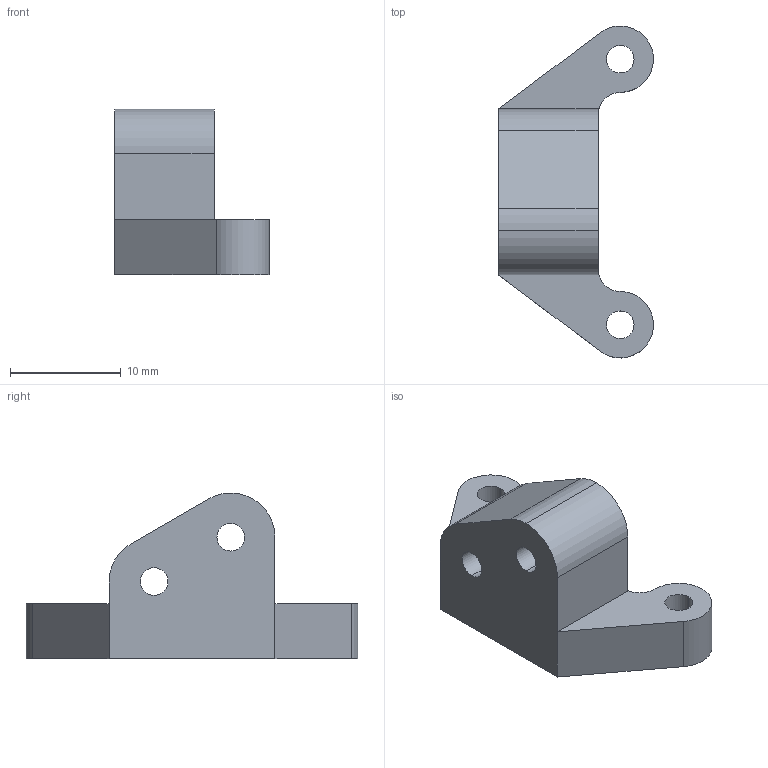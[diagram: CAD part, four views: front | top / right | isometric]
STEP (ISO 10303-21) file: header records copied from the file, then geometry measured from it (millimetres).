
FILE_DESCRIPTION (( 'STEP AP214' ), '1' );
FILE_NAME ('Fan_Bracket.STEP', '2025-07-18T19:48:08', ( '' ), ( '' ), 'SwSTEP 2.0', 'SolidWorks 2020', '' );
FILE_SCHEMA (( 'AUTOMOTIVE_DESIGN' ));
Length unit declared in the file: millimetre
Products named in the file (1): Fan_Bracket
Bounding box: 14 x 29.99 x 15 mm (x, y, z)
Volume: 2160.8 mm3; surface area: 1440 mm2
Topology: 1 solids, 1 shells, 25 faces, 67 edges, 44 vertices
Faces by surface type: cylinder 15, plane 10
Entity records: 845 total; most frequent: DIRECTION 149, CARTESIAN_POINT 137, ORIENTED_EDGE 134, EDGE_CURVE 67, AXIS2_PLACEMENT_3D 56, VERTEX_POINT 44, LINE 37, VECTOR 37
